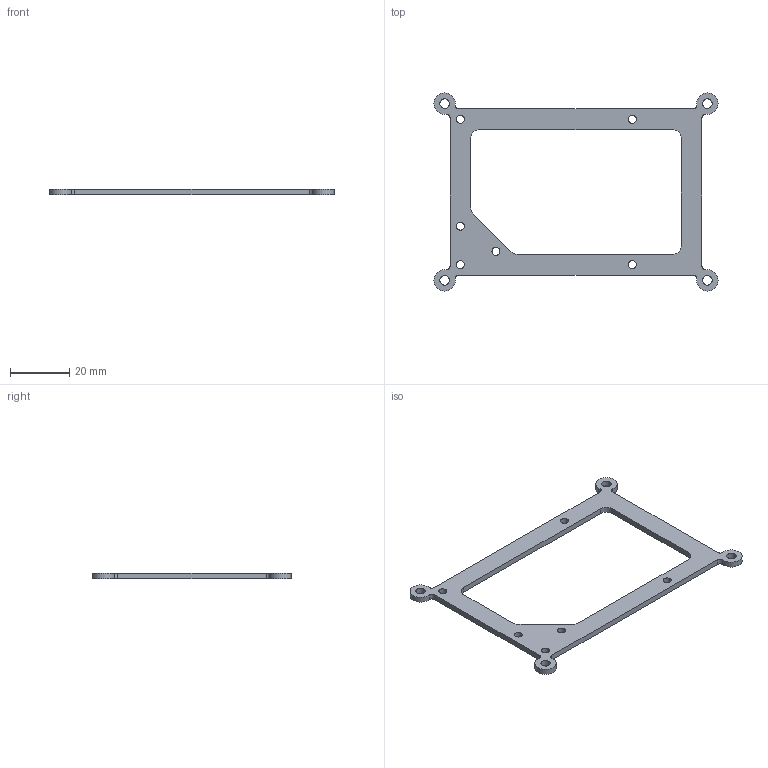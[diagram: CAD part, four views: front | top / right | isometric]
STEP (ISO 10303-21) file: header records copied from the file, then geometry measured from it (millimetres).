
FILE_DESCRIPTION(('FreeCAD Model'),'2;1');
FILE_NAME('rpi_support_board.step','2020-11-12T09:02:48',('Author'),(''), 'Open CASCADE STEP processor 7.4','FreeCAD','Unknown');
FILE_SCHEMA(('AUTOMOTIVE_DESIGN { 1 0 10303 214 1 1 1 1 }'));
Length unit declared in the file: millimetre
Products named in the file (1): Body
Bounding box: 95.81 x 66.81 x 2 mm (x, y, z)
Volume: 3970.7 mm3; surface area: 5271.8 mm2
Topology: 1 solids, 1 shells, 38 faces, 108 edges, 72 vertices
Faces by surface type: cylinder 27, plane 11
Full cylindrical faces by diameter (mm): 2.7 x6, 3.2 x4
Entity records: 2760 total; most frequent: CARTESIAN_POINT 483, DIRECTION 448, ORIENTED_EDGE 216, LINE 216, VECTOR 216, PCURVE 216, DEFINITIONAL_REPRESENTATION 216, EDGE_CURVE 108
